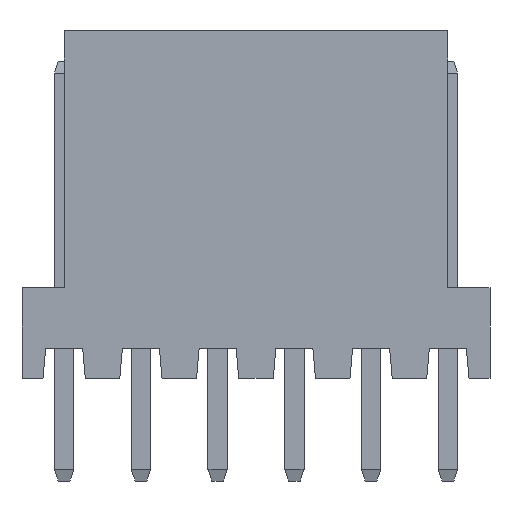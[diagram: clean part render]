
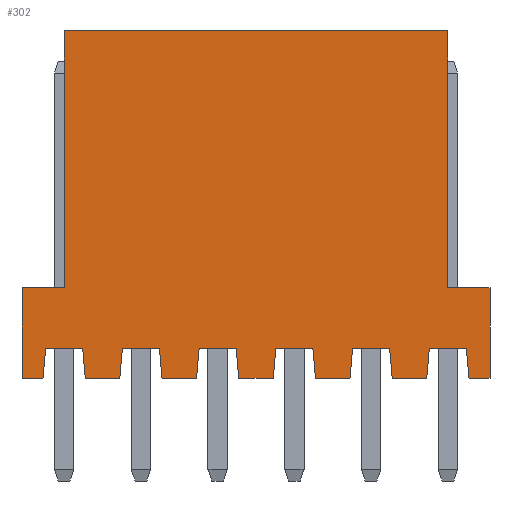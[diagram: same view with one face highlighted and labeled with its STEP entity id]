
A CAD part, front view. The second image highlights one B-rep face of the part: STEP entity #302.
In plain terms, the highlighted planar face has unit normal (0, -1, 0).
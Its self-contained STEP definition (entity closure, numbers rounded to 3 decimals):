
#302=ADVANCED_FACE('',(#779),#781,.T.);
#779=FACE_BOUND('',#780,.T.);
#780=EDGE_LOOP('',(#1150,#1151,#1152,#1153,#1154,#1155,#1156,#1157,#1158,#1159,#1160,
#1161,#1162,#1163,#1164,#1165,#1166,#1167,#1168,#1169,#1170,#1171,#1172,#1173,#1174,
#1175,#1176,#1177,#1178,#1179,#1180,#1181));
#781=PLANE('',#782);
#782=AXIS2_PLACEMENT_3D('',#783,#784,#785);
#783=CARTESIAN_POINT('',(14.095,-2.6,0.));
#784=DIRECTION('',(0.,-1.,0.));
#785=DIRECTION('',(0.,0.,1.));
#1150=ORIENTED_EDGE('',*,*,#1428,.T.);
#1151=ORIENTED_EDGE('',*,*,#1429,.T.);
#1152=ORIENTED_EDGE('',*,*,#1430,.T.);
#1153=ORIENTED_EDGE('',*,*,#1431,.F.);
#1154=ORIENTED_EDGE('',*,*,#1432,.T.);
#1155=ORIENTED_EDGE('',*,*,#1433,.T.);
#1156=ORIENTED_EDGE('',*,*,#1434,.T.);
#1157=ORIENTED_EDGE('',*,*,#1435,.F.);
#1158=ORIENTED_EDGE('',*,*,#1436,.T.);
#1159=ORIENTED_EDGE('',*,*,#1437,.T.);
#1160=ORIENTED_EDGE('',*,*,#1438,.T.);
#1161=ORIENTED_EDGE('',*,*,#1439,.F.);
#1162=ORIENTED_EDGE('',*,*,#1440,.T.);
#1163=ORIENTED_EDGE('',*,*,#1441,.T.);
#1164=ORIENTED_EDGE('',*,*,#1442,.T.);
#1165=ORIENTED_EDGE('',*,*,#1443,.F.);
#1166=ORIENTED_EDGE('',*,*,#1444,.T.);
#1167=ORIENTED_EDGE('',*,*,#1445,.T.);
#1168=ORIENTED_EDGE('',*,*,#1446,.T.);
#1169=ORIENTED_EDGE('',*,*,#1447,.F.);
#1170=ORIENTED_EDGE('',*,*,#1448,.T.);
#1171=ORIENTED_EDGE('',*,*,#1449,.T.);
#1172=ORIENTED_EDGE('',*,*,#1450,.T.);
#1173=ORIENTED_EDGE('',*,*,#1451,.T.);
#1174=ORIENTED_EDGE('',*,*,#1452,.T.);
#1175=ORIENTED_EDGE('',*,*,#1453,.T.);
#1176=ORIENTED_EDGE('',*,*,#1454,.F.);
#1177=ORIENTED_EDGE('',*,*,#1455,.F.);
#1178=ORIENTED_EDGE('',*,*,#1456,.T.);
#1179=ORIENTED_EDGE('',*,*,#1457,.T.);
#1180=ORIENTED_EDGE('',*,*,#1458,.T.);
#1181=ORIENTED_EDGE('',*,*,#1459,.F.);
#1428=EDGE_CURVE('',#1567,#1568,#1569,.F.);
#1429=EDGE_CURVE('',#1568,#1570,#1571,.F.);
#1430=EDGE_CURVE('',#1570,#1572,#1573,.F.);
#1431=EDGE_CURVE('',#1574,#1572,#1575,.T.);
#1432=EDGE_CURVE('',#1574,#1576,#1577,.F.);
#1433=EDGE_CURVE('',#1576,#1578,#1579,.F.);
#1434=EDGE_CURVE('',#1578,#1580,#1581,.F.);
#1435=EDGE_CURVE('',#1582,#1580,#1583,.T.);
#1436=EDGE_CURVE('',#1582,#1584,#1585,.F.);
#1437=EDGE_CURVE('',#1584,#1586,#1587,.F.);
#1438=EDGE_CURVE('',#1586,#1588,#1589,.F.);
#1439=EDGE_CURVE('',#1590,#1588,#1591,.T.);
#1440=EDGE_CURVE('',#1590,#1592,#1593,.F.);
#1441=EDGE_CURVE('',#1592,#1594,#1595,.F.);
#1442=EDGE_CURVE('',#1594,#1596,#1597,.F.);
#1443=EDGE_CURVE('',#1598,#1596,#1599,.T.);
#1444=EDGE_CURVE('',#1598,#1600,#1601,.F.);
#1445=EDGE_CURVE('',#1600,#1602,#1603,.F.);
#1446=EDGE_CURVE('',#1602,#1604,#1605,.F.);
#1447=EDGE_CURVE('',#1606,#1604,#1607,.T.);
#1448=EDGE_CURVE('',#1606,#1608,#1609,.T.);
#1449=EDGE_CURVE('',#1608,#1610,#1611,.F.);
#1450=EDGE_CURVE('',#1610,#1612,#1613,.F.);
#1451=EDGE_CURVE('',#1612,#1614,#1615,.T.);
#1452=EDGE_CURVE('',#1614,#1616,#1617,.F.);
#1453=EDGE_CURVE('',#1616,#1618,#1619,.F.);
#1454=EDGE_CURVE('',#1620,#1618,#1621,.T.);
#1455=EDGE_CURVE('',#1622,#1620,#1623,.T.);
#1456=EDGE_CURVE('',#1622,#1624,#1625,.F.);
#1457=EDGE_CURVE('',#1624,#1626,#1627,.F.);
#1458=EDGE_CURVE('',#1626,#1628,#1629,.F.);
#1459=EDGE_CURVE('',#1567,#1628,#1630,.T.);
#1567=VERTEX_POINT('',#1796);
#1568=VERTEX_POINT('',#1797);
#1569=LINE('',#1798,#1799);
#1570=VERTEX_POINT('',#1801);
#1571=LINE('',#1802,#1803);
#1572=VERTEX_POINT('',#1805);
#1573=LINE('',#1806,#1807);
#1574=VERTEX_POINT('',#1809);
#1575=LINE('',#1810,#1811);
#1576=VERTEX_POINT('',#1813);
#1577=LINE('',#1814,#1815);
#1578=VERTEX_POINT('',#1817);
#1579=LINE('',#1818,#1819);
#1580=VERTEX_POINT('',#1821);
#1581=LINE('',#1822,#1823);
#1582=VERTEX_POINT('',#1825);
#1583=LINE('',#1826,#1827);
#1584=VERTEX_POINT('',#1829);
#1585=LINE('',#1830,#1831);
#1586=VERTEX_POINT('',#1833);
#1587=LINE('',#1834,#1835);
#1588=VERTEX_POINT('',#1837);
#1589=LINE('',#1838,#1839);
#1590=VERTEX_POINT('',#1841);
#1591=LINE('',#1842,#1843);
#1592=VERTEX_POINT('',#1845);
#1593=LINE('',#1846,#1847);
#1594=VERTEX_POINT('',#1849);
#1595=LINE('',#1850,#1851);
#1596=VERTEX_POINT('',#1853);
#1597=LINE('',#1854,#1855);
#1598=VERTEX_POINT('',#1857);
#1599=LINE('',#1858,#1859);
#1600=VERTEX_POINT('',#1861);
#1601=LINE('',#1862,#1863);
#1602=VERTEX_POINT('',#1865);
#1603=LINE('',#1866,#1867);
#1604=VERTEX_POINT('',#1869);
#1605=LINE('',#1870,#1871);
#1606=VERTEX_POINT('',#1873);
#1607=LINE('',#1874,#1875);
#1608=VERTEX_POINT('',#1877);
#1609=LINE('',#1878,#1879);
#1610=VERTEX_POINT('',#1881);
#1611=LINE('',#1882,#1883);
#1612=VERTEX_POINT('',#1885);
#1613=LINE('',#1886,#1887);
#1614=VERTEX_POINT('',#1889);
#1615=LINE('',#1890,#1891);
#1616=VERTEX_POINT('',#1893);
#1617=LINE('',#1894,#1895);
#1618=VERTEX_POINT('',#1897);
#1619=LINE('',#1898,#1899);
#1620=VERTEX_POINT('',#1901);
#1621=LINE('',#1902,#1903);
#1622=VERTEX_POINT('',#1905);
#1623=LINE('',#1906,#1907);
#1624=VERTEX_POINT('',#1909);
#1625=LINE('',#1910,#1911);
#1626=VERTEX_POINT('',#1913);
#1627=LINE('',#1914,#1915);
#1628=VERTEX_POINT('',#1917);
#1629=LINE('',#1918,#1919);
#1630=LINE('',#1921,#1922);
#1796=CARTESIAN_POINT('',(1.84,-2.6,0.));
#1797=CARTESIAN_POINT('',(1.927,-2.6,1.));
#1798=CARTESIAN_POINT('',(1.927,-2.6,1.));
#1799=VECTOR('',#1800,1.);
#1800=DIRECTION('',(-0.087,0.,-0.996));
#1801=CARTESIAN_POINT('',(3.153,-2.6,1.));
#1802=CARTESIAN_POINT('',(3.153,-2.6,1.));
#1803=VECTOR('',#1804,1.);
#1804=DIRECTION('',(-1.,0.,0.));
#1805=CARTESIAN_POINT('',(3.24,-2.6,0.));
#1806=CARTESIAN_POINT('',(3.24,-2.6,0.));
#1807=VECTOR('',#1808,1.);
#1808=DIRECTION('',(-0.087,0.,0.996));
#1809=CARTESIAN_POINT('',(4.38,-2.6,0.));
#1810=CARTESIAN_POINT('',(4.38,-2.6,0.));
#1811=VECTOR('',#1812,1.);
#1812=DIRECTION('',(-1.,0.,0.));
#1813=CARTESIAN_POINT('',(4.467,-2.6,1.));
#1814=CARTESIAN_POINT('',(4.467,-2.6,1.));
#1815=VECTOR('',#1816,1.);
#1816=DIRECTION('',(-0.087,0.,-0.996));
#1817=CARTESIAN_POINT('',(5.693,-2.6,1.));
#1818=CARTESIAN_POINT('',(5.693,-2.6,1.));
#1819=VECTOR('',#1820,1.);
#1820=DIRECTION('',(-1.,0.,0.));
#1821=CARTESIAN_POINT('',(5.78,-2.6,0.));
#1822=CARTESIAN_POINT('',(5.78,-2.6,0.));
#1823=VECTOR('',#1824,1.);
#1824=DIRECTION('',(-0.087,0.,0.996));
#1825=CARTESIAN_POINT('',(6.92,-2.6,0.));
#1826=CARTESIAN_POINT('',(6.92,-2.6,0.));
#1827=VECTOR('',#1828,1.);
#1828=DIRECTION('',(-1.,0.,0.));
#1829=CARTESIAN_POINT('',(7.007,-2.6,1.));
#1830=CARTESIAN_POINT('',(7.007,-2.6,1.));
#1831=VECTOR('',#1832,1.);
#1832=DIRECTION('',(-0.087,0.,-0.996));
#1833=CARTESIAN_POINT('',(8.233,-2.6,1.));
#1834=CARTESIAN_POINT('',(8.233,-2.6,1.));
#1835=VECTOR('',#1836,1.);
#1836=DIRECTION('',(-1.,0.,0.));
#1837=CARTESIAN_POINT('',(8.32,-2.6,0.));
#1838=CARTESIAN_POINT('',(8.32,-2.6,0.));
#1839=VECTOR('',#1840,1.);
#1840=DIRECTION('',(-0.087,0.,0.996));
#1841=CARTESIAN_POINT('',(9.46,-2.6,0.));
#1842=CARTESIAN_POINT('',(9.46,-2.6,0.));
#1843=VECTOR('',#1844,1.);
#1844=DIRECTION('',(-1.,0.,0.));
#1845=CARTESIAN_POINT('',(9.547,-2.6,1.));
#1846=CARTESIAN_POINT('',(9.547,-2.6,1.));
#1847=VECTOR('',#1848,1.);
#1848=DIRECTION('',(-0.087,0.,-0.996));
#1849=CARTESIAN_POINT('',(10.773,-2.6,1.));
#1850=CARTESIAN_POINT('',(10.773,-2.6,1.));
#1851=VECTOR('',#1852,1.);
#1852=DIRECTION('',(-1.,0.,0.));
#1853=CARTESIAN_POINT('',(10.86,-2.6,0.));
#1854=CARTESIAN_POINT('',(10.86,-2.6,0.));
#1855=VECTOR('',#1856,1.);
#1856=DIRECTION('',(-0.087,0.,0.996));
#1857=CARTESIAN_POINT('',(12.,-2.6,0.));
#1858=CARTESIAN_POINT('',(12.,-2.6,0.));
#1859=VECTOR('',#1860,1.);
#1860=DIRECTION('',(-1.,0.,0.));
#1861=CARTESIAN_POINT('',(12.087,-2.6,1.));
#1862=CARTESIAN_POINT('',(12.087,-2.6,1.));
#1863=VECTOR('',#1864,1.);
#1864=DIRECTION('',(-0.087,0.,-0.996));
#1865=CARTESIAN_POINT('',(13.313,-2.6,1.));
#1866=CARTESIAN_POINT('',(13.313,-2.6,1.));
#1867=VECTOR('',#1868,1.);
#1868=DIRECTION('',(-1.,0.,0.));
#1869=CARTESIAN_POINT('',(13.4,-2.6,0.));
#1870=CARTESIAN_POINT('',(13.4,-2.6,0.));
#1871=VECTOR('',#1872,1.);
#1872=DIRECTION('',(-0.087,0.,0.996));
#1873=CARTESIAN_POINT('',(14.095,-2.6,0.));
#1874=CARTESIAN_POINT('',(14.095,-2.6,0.));
#1875=VECTOR('',#1876,1.);
#1876=DIRECTION('',(-1.,0.,0.));
#1877=CARTESIAN_POINT('',(14.095,-2.6,3.));
#1878=CARTESIAN_POINT('',(14.095,-2.6,0.));
#1879=VECTOR('',#1880,1.);
#1880=DIRECTION('',(0.,0.,1.));
#1881=CARTESIAN_POINT('',(12.7,-2.6,3.));
#1882=CARTESIAN_POINT('',(12.7,-2.6,3.));
#1883=VECTOR('',#1884,1.);
#1884=DIRECTION('',(1.,0.,0.));
#1885=CARTESIAN_POINT('',(12.7,-2.6,11.5));
#1886=CARTESIAN_POINT('',(12.7,-2.6,11.5));
#1887=VECTOR('',#1888,1.);
#1888=DIRECTION('',(0.,0.,-1.));
#1889=CARTESIAN_POINT('',(0.,-2.6,11.5));
#1890=CARTESIAN_POINT('',(12.7,-2.6,11.5));
#1891=VECTOR('',#1892,1.);
#1892=DIRECTION('',(-1.,0.,0.));
#1893=CARTESIAN_POINT('',(0.,-2.6,3.));
#1894=CARTESIAN_POINT('',(0.,-2.6,3.));
#1895=VECTOR('',#1896,1.);
#1896=DIRECTION('',(0.,0.,1.));
#1897=CARTESIAN_POINT('',(-1.395,-2.6,3.));
#1898=CARTESIAN_POINT('',(-1.395,-2.6,3.));
#1899=VECTOR('',#1900,1.);
#1900=DIRECTION('',(1.,0.,0.));
#1901=CARTESIAN_POINT('',(-1.395,-2.6,0.));
#1902=CARTESIAN_POINT('',(-1.395,-2.6,0.));
#1903=VECTOR('',#1904,1.);
#1904=DIRECTION('',(0.,0.,1.));
#1905=CARTESIAN_POINT('',(-0.7,-2.6,0.));
#1906=CARTESIAN_POINT('',(-0.7,-2.6,0.));
#1907=VECTOR('',#1908,1.);
#1908=DIRECTION('',(-1.,0.,0.));
#1909=CARTESIAN_POINT('',(-0.613,-2.6,1.));
#1910=CARTESIAN_POINT('',(-0.613,-2.6,1.));
#1911=VECTOR('',#1912,1.);
#1912=DIRECTION('',(-0.087,0.,-0.996));
#1913=CARTESIAN_POINT('',(0.613,-2.6,1.));
#1914=CARTESIAN_POINT('',(0.613,-2.6,1.));
#1915=VECTOR('',#1916,1.);
#1916=DIRECTION('',(-1.,0.,0.));
#1917=CARTESIAN_POINT('',(0.7,-2.6,0.));
#1918=CARTESIAN_POINT('',(0.7,-2.6,0.));
#1919=VECTOR('',#1920,1.);
#1920=DIRECTION('',(-0.087,0.,0.996));
#1921=CARTESIAN_POINT('',(1.84,-2.6,0.));
#1922=VECTOR('',#1923,1.);
#1923=DIRECTION('',(-1.,0.,0.));
